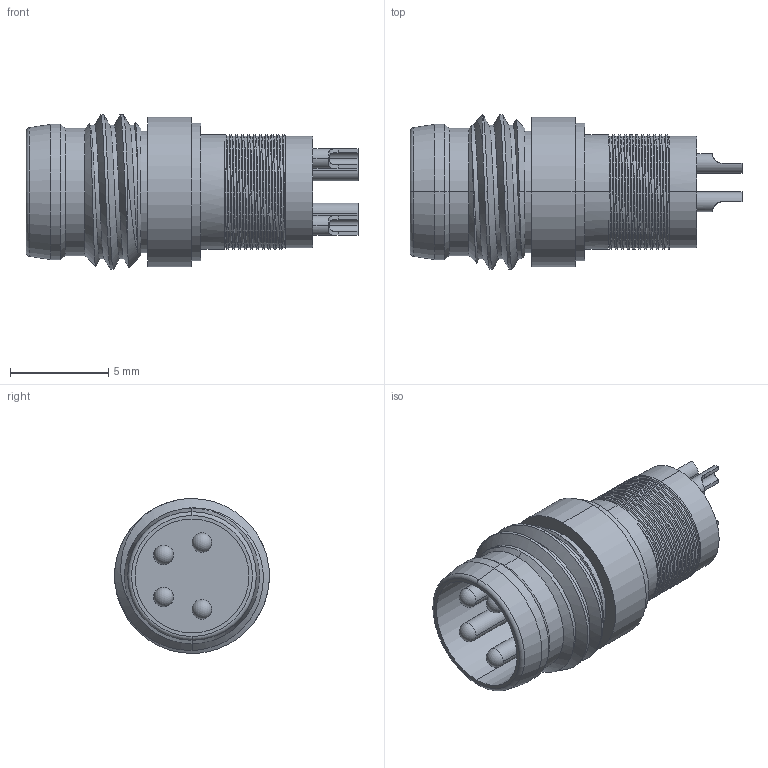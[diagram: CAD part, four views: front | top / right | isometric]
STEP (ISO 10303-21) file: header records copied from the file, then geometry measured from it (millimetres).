
FILE_DESCRIPTION (( 'STEP AP203' ), '1' );
FILE_NAME ('P48.STEP', '2020-04-27T03:00:15', ( 'edpusr' ), ( 'Microsoft' ), 'SwSTEP 2.0', 'SolidWorks 2015', '' );
FILE_SCHEMA (( 'CONFIG_CONTROL_DESIGN' ));
Length unit declared in the file: millimetre
Products named in the file (1): P48
Bounding box: 16.9 x 7.87 x 7.88 mm (x, y, z)
Volume: 327.2 mm3; surface area: 760.3 mm2
Topology: 1 solids, 9 shells, 189 faces, 470 edges, 297 vertices
Faces by surface type: cylinder 103, plane 57, cone 16, bspline 6, sphere 5, torus 2
Entity records: 7832 total; most frequent: CARTESIAN_POINT 3424, ORIENTED_EDGE 904, DIRECTION 899, EDGE_CURVE 452, AXIS2_PLACEMENT_3D 348, VERTEX_POINT 296, EDGE_LOOP 220, LINE 203
